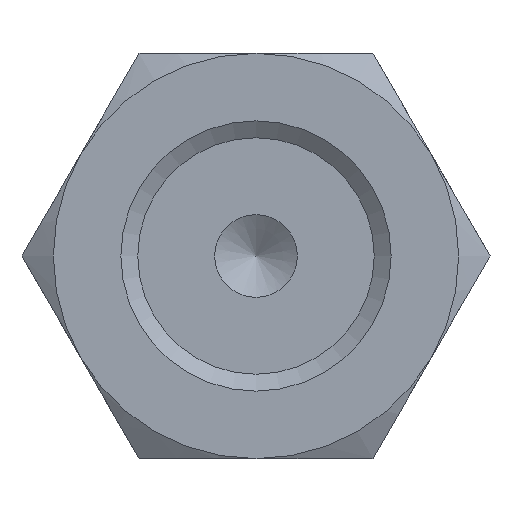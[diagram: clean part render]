
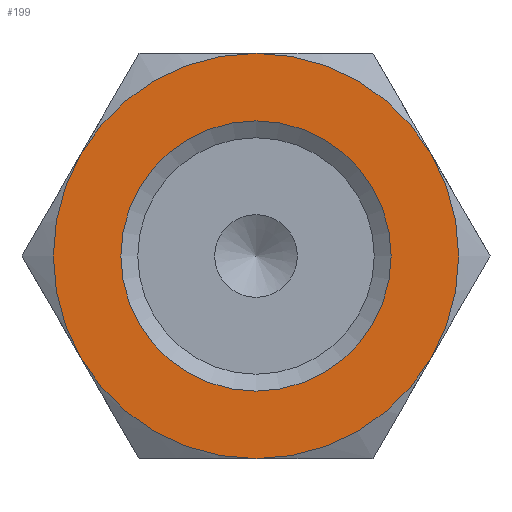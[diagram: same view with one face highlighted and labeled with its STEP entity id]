
A CAD part, left-side view. The second image highlights one B-rep face of the part: STEP entity #199.
In plain terms, the highlighted planar face has unit normal (-1, 0, 0).
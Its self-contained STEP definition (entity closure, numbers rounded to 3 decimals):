
#1 = CIRCLE ( 'NONE', #758, 15. ) ;
#10 = CARTESIAN_POINT ( 'NONE',  ( 0., 0., 0. ) ) ;
#15 = AXIS2_PLACEMENT_3D ( 'NONE', #10, #276, #727 ) ;
#16 = AXIS2_PLACEMENT_3D ( 'NONE', #218, #649, #284 ) ;
#38 = EDGE_CURVE ( 'NONE', #513, #44, #39, .T. ) ;
#39 = CIRCLE ( 'NONE', #16, 15. ) ;
#41 = CARTESIAN_POINT ( 'NONE',  ( 0., 0., 0. ) ) ;
#42 = CARTESIAN_POINT ( 'NONE',  ( 0., 0., -15. ) ) ;
#44 = VERTEX_POINT ( 'NONE', #788 ) ;
#94 = CARTESIAN_POINT ( 'NONE',  ( 0., 0., 30. ) ) ;
#125 = DIRECTION ( 'NONE',  ( 1., 0., 0. ) ) ;
#131 = AXIS2_PLACEMENT_3D ( 'NONE', #94, #365, #163 ) ;
#132 = VERTEX_POINT ( 'NONE', #42 ) ;
#145 = ORIENTED_EDGE ( 'NONE', *, *, #749, .F. ) ;
#153 = AXIS2_PLACEMENT_3D ( 'NONE', #791, #416, #417 ) ;
#161 = FACE_OUTER_BOUND ( 'NONE', #709, .T. ) ;
#163 = DIRECTION ( 'NONE',  ( 0., 0., -1. ) ) ;
#179 = ORIENTED_EDGE ( 'NONE', *, *, #728, .F. ) ;
#185 = DIRECTION ( 'NONE',  ( 1., 0., 0. ) ) ;
#199 = ADVANCED_FACE ( 'NONE', ( #222, #161 ), #745, .F. ) ;
#218 = CARTESIAN_POINT ( 'NONE',  ( 0., 0., 0. ) ) ;
#222 = FACE_BOUND ( 'NONE', #236, .T. ) ;
#236 = EDGE_LOOP ( 'NONE', ( #378 ) ) ;
#247 = DIRECTION ( 'NONE',  ( 1., 0., 0. ) ) ;
#257 = DIRECTION ( 'NONE',  ( 0., 0., -1. ) ) ;
#264 = AXIS2_PLACEMENT_3D ( 'NONE', #393, #125, #257 ) ;
#265 = CIRCLE ( 'NONE', #731, 15. ) ;
#276 = DIRECTION ( 'NONE',  ( 1., 0., 0. ) ) ;
#284 = DIRECTION ( 'NONE',  ( 0., 0., -1. ) ) ;
#300 = EDGE_CURVE ( 'NONE', #658, #658, #621, .T. ) ;
#310 = ORIENTED_EDGE ( 'NONE', *, *, #723, .F. ) ;
#311 = EDGE_CURVE ( 'NONE', #513, #760, #1, .T. ) ;
#320 = CARTESIAN_POINT ( 'NONE',  ( 0., 12.99, -7.5 ) ) ;
#365 = DIRECTION ( 'NONE',  ( 1., 0., 0. ) ) ;
#370 = ORIENTED_EDGE ( 'NONE', *, *, #311, .T. ) ;
#378 = ORIENTED_EDGE ( 'NONE', *, *, #300, .T. ) ;
#393 = CARTESIAN_POINT ( 'NONE',  ( 0., 0., 0. ) ) ;
#416 = DIRECTION ( 'NONE',  ( 1., 0., 0. ) ) ;
#417 = DIRECTION ( 'NONE',  ( 0., 0., -1. ) ) ;
#423 = AXIS2_PLACEMENT_3D ( 'NONE', #843, #247, #464 ) ;
#443 = DIRECTION ( 'NONE',  ( 0., 0., 1. ) ) ;
#449 = DIRECTION ( 'NONE',  ( -1., 0., 0. ) ) ;
#464 = DIRECTION ( 'NONE',  ( 0., 0., -1. ) ) ;
#488 = CIRCLE ( 'NONE', #153, 15. ) ;
#489 = CARTESIAN_POINT ( 'NONE',  ( 0., -12.99, -7.5 ) ) ;
#495 = EDGE_CURVE ( 'NONE', #132, #819, #740, .T. ) ;
#513 = VERTEX_POINT ( 'NONE', #702 ) ;
#621 = CIRCLE ( 'NONE', #264, 10. ) ;
#638 = CARTESIAN_POINT ( 'NONE',  ( 0., 12.99, 7.5 ) ) ;
#646 = CARTESIAN_POINT ( 'NONE',  ( 0., 0., 0. ) ) ;
#649 = DIRECTION ( 'NONE',  ( 1., 0., 0. ) ) ;
#658 = VERTEX_POINT ( 'NONE', #712 ) ;
#702 = CARTESIAN_POINT ( 'NONE',  ( 0., 0., 15. ) ) ;
#704 = ORIENTED_EDGE ( 'NONE', *, *, #38, .F. ) ;
#709 = EDGE_LOOP ( 'NONE', ( #800, #179, #145, #704, #370, #310 ) ) ;
#712 = CARTESIAN_POINT ( 'NONE',  ( 0., 0., -10. ) ) ;
#723 = EDGE_CURVE ( 'NONE', #819, #760, #780, .T. ) ;
#727 = DIRECTION ( 'NONE',  ( 0., 0., -1. ) ) ;
#728 = EDGE_CURVE ( 'NONE', #774, #132, #488, .T. ) ;
#731 = AXIS2_PLACEMENT_3D ( 'NONE', #41, #185, #820 ) ;
#740 = CIRCLE ( 'NONE', #423, 15. ) ;
#745 = PLANE ( 'NONE',  #131 ) ;
#749 = EDGE_CURVE ( 'NONE', #44, #774, #265, .T. ) ;
#758 = AXIS2_PLACEMENT_3D ( 'NONE', #646, #449, #443 ) ;
#760 = VERTEX_POINT ( 'NONE', #638 ) ;
#774 = VERTEX_POINT ( 'NONE', #489 ) ;
#780 = CIRCLE ( 'NONE', #15, 15. ) ;
#788 = CARTESIAN_POINT ( 'NONE',  ( 0., -12.99, 7.5 ) ) ;
#791 = CARTESIAN_POINT ( 'NONE',  ( 0., 0., 0. ) ) ;
#800 = ORIENTED_EDGE ( 'NONE', *, *, #495, .F. ) ;
#819 = VERTEX_POINT ( 'NONE', #320 ) ;
#820 = DIRECTION ( 'NONE',  ( 0., 0., -1. ) ) ;
#843 = CARTESIAN_POINT ( 'NONE',  ( 0., 0., 0. ) ) ;
